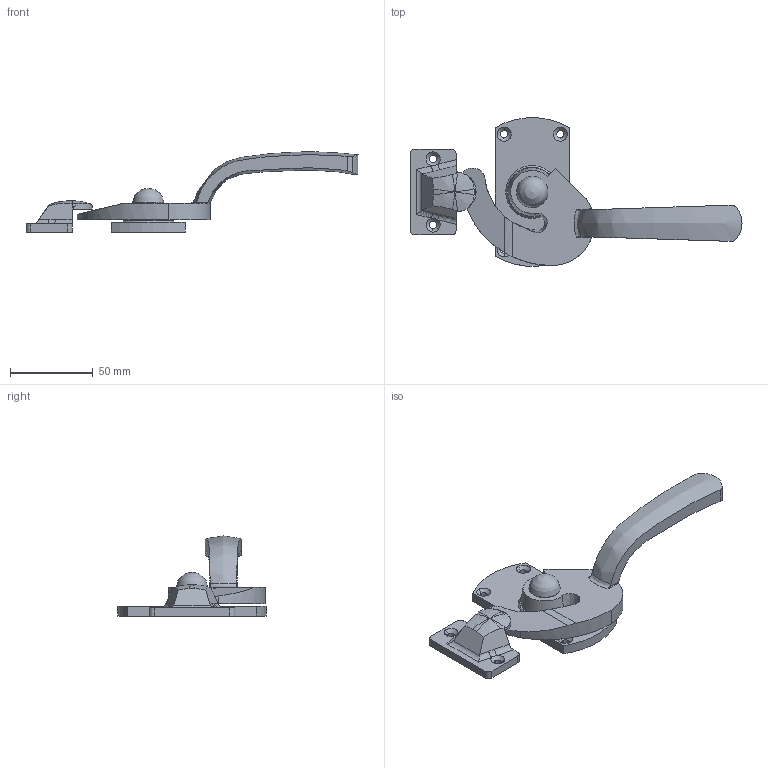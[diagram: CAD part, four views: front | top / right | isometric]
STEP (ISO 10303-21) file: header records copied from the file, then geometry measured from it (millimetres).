
FILE_DESCRIPTION((''),'2;1');
FILE_NAME('','2005-10-12T11:58:04',(''),(''),'','CADfix','');
FILE_SCHEMA(('AUTOMOTIVE_DESIGN'));
Length unit declared in the file: millimetre
Products named in the file (7): washer_C; washer_B; rivet; keeper; handle; base; THA_430_1L_31243_36
Assembly tree (6 placements, depth 2):
  THA_430_1L_31243_36
    washer_C
    washer_B
    rivet
    keeper
    handle
    base
Bounding box: 201 x 89.79 x 48.59 mm (x, y, z)
Volume: 72958 mm3; surface area: 32856.2 mm2
Topology: 6 solids, 6 shells, 174 faces, 570 edges, 408 vertices
Faces by surface type: bspline 174
Entity records: 8741 total; most frequent: CARTESIAN_POINT 5524, ORIENTED_EDGE 1134, EDGE_CURVE 567, VERTEX_POINT 408, QUASI_UNIFORM_CURVE 202, EDGE_LOOP 197, FACE_OUTER_BOUND 174, ADVANCED_FACE 174
